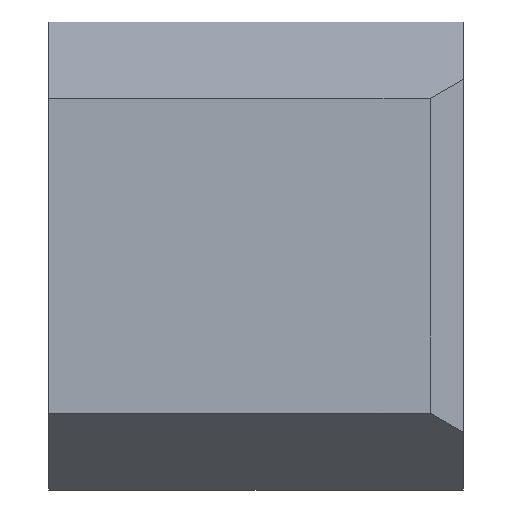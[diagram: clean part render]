
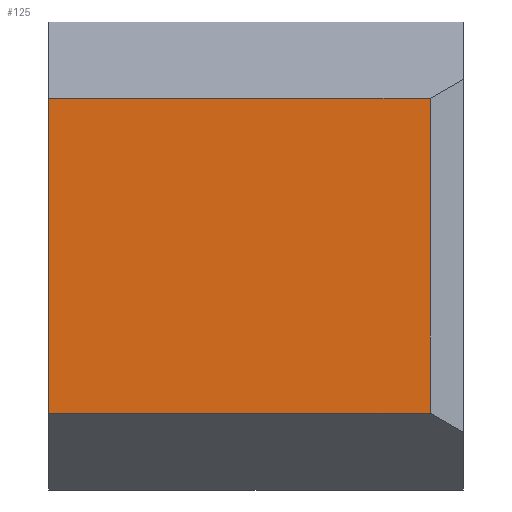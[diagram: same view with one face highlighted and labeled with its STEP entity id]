
A CAD part, top view. The second image highlights one B-rep face of the part: STEP entity #125.
In plain terms, the highlighted planar face has unit normal (0, 0, 1).
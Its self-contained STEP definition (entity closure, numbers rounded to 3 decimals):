
#19=FACE_OUTER_BOUND('',#26,.T.);
#26=EDGE_LOOP('',(#101,#102,#103,#104));
#32=LINE('',#189,#47);
#36=LINE('',#198,#51);
#41=LINE('',#208,#56);
#42=LINE('',#209,#57);
#47=VECTOR('',#156,10.);
#51=VECTOR('',#164,10.);
#56=VECTOR('',#173,10.);
#57=VECTOR('',#174,10.);
#59=VERTEX_POINT('',#182);
#62=VERTEX_POINT('',#187);
#65=VERTEX_POINT('',#197);
#68=VERTEX_POINT('',#207);
#72=EDGE_CURVE('',#62,#59,#32,.T.);
#76=EDGE_CURVE('',#65,#59,#36,.T.);
#81=EDGE_CURVE('',#68,#62,#41,.T.);
#82=EDGE_CURVE('',#65,#68,#42,.T.);
#101=ORIENTED_EDGE('',*,*,#72,.F.);
#102=ORIENTED_EDGE('',*,*,#81,.F.);
#103=ORIENTED_EDGE('',*,*,#82,.F.);
#104=ORIENTED_EDGE('',*,*,#76,.T.);
#118=PLANE('',#146);
#125=ADVANCED_FACE('',(#19),#118,.T.);
#146=AXIS2_PLACEMENT_3D('',#206,#171,#172);
#156=DIRECTION('',(0.,-1.,0.));
#164=DIRECTION('',(1.,0.,0.));
#171=DIRECTION('center_axis',(0.,0.,1.));
#172=DIRECTION('ref_axis',(0.,-1.,0.));
#173=DIRECTION('',(1.,0.,0.));
#174=DIRECTION('',(0.,1.,0.));
#182=CARTESIAN_POINT('',(11.5,2.309,4.));
#187=CARTESIAN_POINT('',(11.5,11.809,4.));
#189=CARTESIAN_POINT('',(11.5,9.434,4.));
#197=CARTESIAN_POINT('',(0.,2.309,4.));
#198=CARTESIAN_POINT('',(0.,2.309,4.));
#206=CARTESIAN_POINT('Origin',(0.,11.809,4.));
#207=CARTESIAN_POINT('',(0.,11.809,4.));
#208=CARTESIAN_POINT('',(0.,11.809,4.));
#209=CARTESIAN_POINT('',(0.,2.309,4.));
